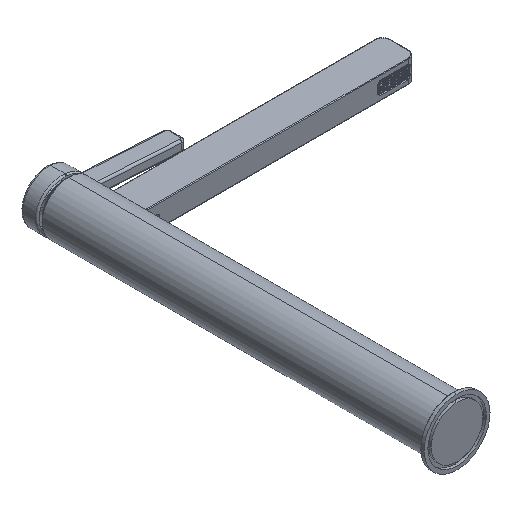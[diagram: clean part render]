
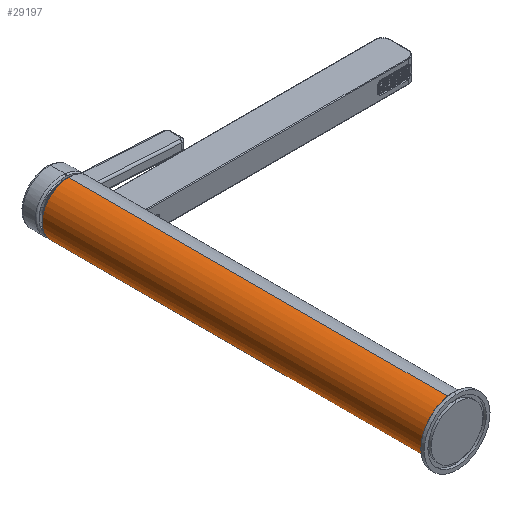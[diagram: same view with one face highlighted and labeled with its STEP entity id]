
A CAD part, isometric view. The second image highlights one B-rep face of the part: STEP entity #29197.
In plain terms, the highlighted cylindrical face has radius 19.5 mm (diameter 39 mm), a partial arc.
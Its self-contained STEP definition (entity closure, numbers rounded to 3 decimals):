
#3163 = CARTESIAN_POINT ( 'NONE',  ( 0., 0., -19.5 ) ) ;
#4157 = CARTESIAN_POINT ( 'NONE',  ( 0., 0., 0. ) ) ;
#5034 = CARTESIAN_POINT ( 'NONE',  ( 0., -157., 0. ) ) ;
#5288 = VERTEX_POINT ( 'NONE', #15478 ) ;
#5587 = ORIENTED_EDGE ( 'NONE', *, *, #24238, .F. ) ;
#7013 = EDGE_CURVE ( 'NONE', #5288, #31351, #48460, .T. ) ;
#11216 = CARTESIAN_POINT ( 'NONE',  ( 0., 0., 19.5 ) ) ;
#12924 = FACE_OUTER_BOUND ( 'NONE', #48439, .T. ) ;
#13079 = DIRECTION ( 'NONE',  ( 0., -1., 0. ) ) ;
#14642 = CIRCLE ( 'NONE', #54560, 19.5 ) ;
#15478 = CARTESIAN_POINT ( 'NONE',  ( 0., 129.5, -19.5 ) ) ;
#15736 = VERTEX_POINT ( 'NONE', #43615 ) ;
#17066 = DIRECTION ( 'NONE',  ( 0., -1., 0. ) ) ;
#21171 = LINE ( 'NONE', #11216, #57702 ) ;
#22554 = CYLINDRICAL_SURFACE ( 'NONE', #25855, 19.5 ) ;
#24238 = EDGE_CURVE ( 'NONE', #15736, #31351, #41834, .T. ) ;
#24338 = DIRECTION ( 'NONE',  ( 0., 0., -1. ) ) ;
#25128 = DIRECTION ( 'NONE',  ( 0., -1., 0. ) ) ;
#25140 = CARTESIAN_POINT ( 'NONE',  ( 0., 129.5, 0. ) ) ;
#25349 = DIRECTION ( 'NONE',  ( 0., -1., 0. ) ) ;
#25746 = EDGE_CURVE ( 'NONE', #57866, #15736, #21171, .T. ) ;
#25855 = AXIS2_PLACEMENT_3D ( 'NONE', #4157, #13079, #42283 ) ;
#29197 = ADVANCED_FACE ( 'NONE', ( #12924 ), #22554, .T. ) ;
#31351 = VERTEX_POINT ( 'NONE', #35306 ) ;
#31899 = ORIENTED_EDGE ( 'NONE', *, *, #7013, .T. ) ;
#32020 = VECTOR ( 'NONE', #17066, 1000. ) ;
#33762 = DIRECTION ( 'NONE',  ( 0., -1., 0. ) ) ;
#34191 = DIRECTION ( 'NONE',  ( 0., 0., -1. ) ) ;
#35306 = CARTESIAN_POINT ( 'NONE',  ( 0., -157., -19.5 ) ) ;
#37171 = AXIS2_PLACEMENT_3D ( 'NONE', #5034, #33762, #24338 ) ;
#37815 = EDGE_CURVE ( 'NONE', #57866, #5288, #14642, .T. ) ;
#38805 = ORIENTED_EDGE ( 'NONE', *, *, #25746, .F. ) ;
#41834 = CIRCLE ( 'NONE', #37171, 19.5 ) ;
#42283 = DIRECTION ( 'NONE',  ( 0., 0., -1. ) ) ;
#43446 = ORIENTED_EDGE ( 'NONE', *, *, #37815, .T. ) ;
#43615 = CARTESIAN_POINT ( 'NONE',  ( 0., -157., 19.5 ) ) ;
#48439 = EDGE_LOOP ( 'NONE', ( #38805, #43446, #31899, #5587 ) ) ;
#48460 = LINE ( 'NONE', #3163, #32020 ) ;
#48964 = CARTESIAN_POINT ( 'NONE',  ( 0., 129.5, 19.5 ) ) ;
#54560 = AXIS2_PLACEMENT_3D ( 'NONE', #25140, #25349, #34191 ) ;
#57702 = VECTOR ( 'NONE', #25128, 1000. ) ;
#57866 = VERTEX_POINT ( 'NONE', #48964 ) ;
